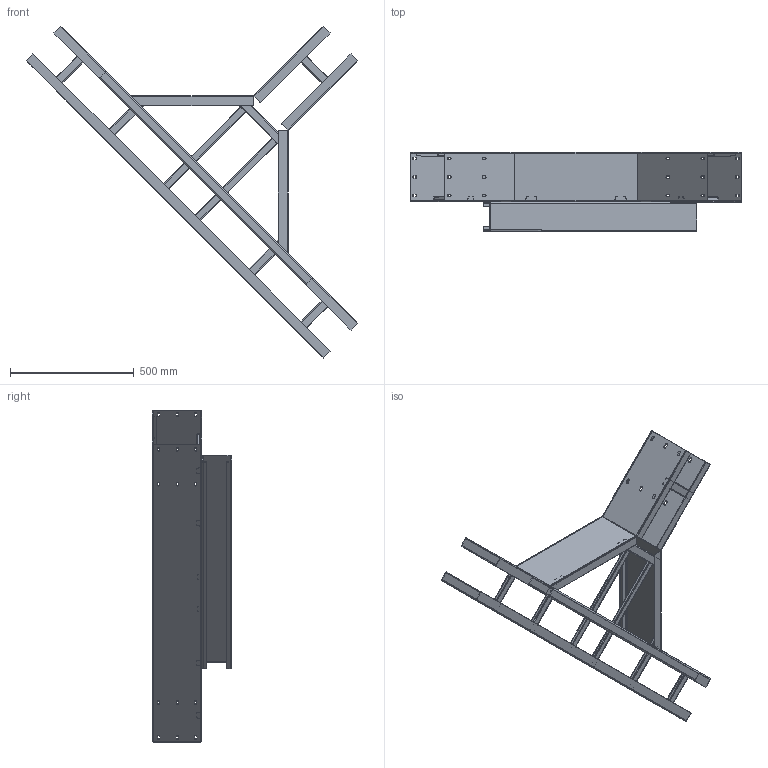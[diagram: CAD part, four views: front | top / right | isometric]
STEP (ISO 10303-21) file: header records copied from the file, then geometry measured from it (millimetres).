
FILE_DESCRIPTION((''),'2;1');
FILE_NAME('6233627_ASM','2013-01-11T',('AndreasKeweloh'),(''),'PRO/ENGINEER BY PARAMETRIC TECHNOLOGY CORPORATION, 2012230','PRO/ENGINEER BY PARAMETRIC TECHNOLOGY CORPORATION, 2012230','');
FILE_SCHEMA(('CONFIG_CONTROL_DESIGN'));
Length unit declared in the file: millimetre
Products named in the file (10): 6233627_HOLM; 6233627HOLM_BG_ASM; 6233627_GEGENH; 6233627_STZ; 6233627_SPRO1; 6233627_SPRO2; 6233627_SPRO3; 6233627_SPRO4; 6233627_SPRO5; 6233627_ASM
Assembly tree (13 placements, depth 3):
  6233627_ASM
    6233627HOLM_BG_ASM  x2
      6233627_HOLM
    6233627_GEGENH
    6233627_STZ
    6233627_SPRO1  x3
    6233627_SPRO2
    6233627_SPRO3
    6233627_SPRO4  x2
    6233627_SPRO5
Bounding box: 1343.5 x 320 x 1343.5 mm (x, y, z)
Volume: 4102501.3 mm3; surface area: 3317639.1 mm2
Topology: 12 solids, 12 shells, 710 faces, 1732 edges, 1046 vertices
Faces by surface type: plane 462, cylinder 236, bspline 12
Entity records: 14399 total; most frequent: CARTESIAN_POINT 2848, DIRECTION 2446, ORIENTED_EDGE 2300, EDGE_CURVE 1150, AXIS2_PLACEMENT_3D 834, VECTOR 778, LINE 778, VERTEX_POINT 692
